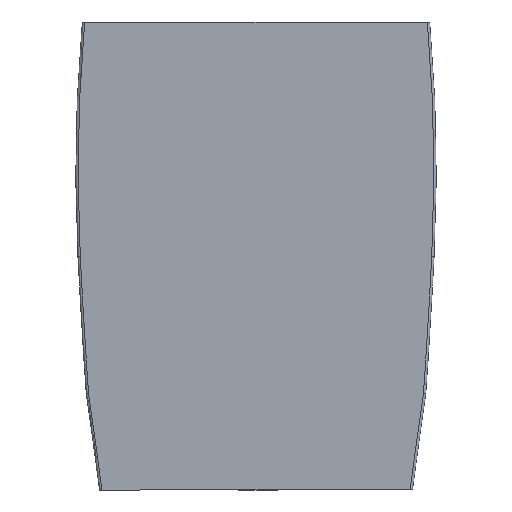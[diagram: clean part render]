
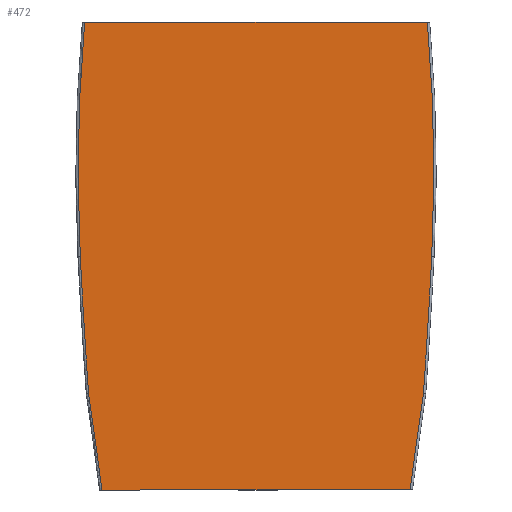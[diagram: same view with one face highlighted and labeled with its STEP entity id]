
A CAD part, front view. The second image highlights one B-rep face of the part: STEP entity #472.
In plain terms, the highlighted planar face has unit normal (0, -1, 0).
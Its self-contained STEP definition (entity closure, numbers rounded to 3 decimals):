
#57=CIRCLE('',#517,3063.584);
#71=CIRCLE('',#549,3162.749);
#74=CIRCLE('',#553,719.734);
#75=CIRCLE('',#555,719.734);
#78=CIRCLE('',#559,3162.749);
#79=CIRCLE('',#561,3063.584);
#107=FACE_OUTER_BOUND('',#144,.T.);
#144=EDGE_LOOP('',(#411,#412,#413,#414,#415,#416,#417,#418));
#150=LINE('',#742,#167);
#156=LINE('',#849,#173);
#167=VECTOR('',#574,10.);
#173=VECTOR('',#614,10.);
#196=VERTEX_POINT('',#729);
#198=VERTEX_POINT('',#741);
#215=VERTEX_POINT('',#821);
#216=VERTEX_POINT('',#836);
#218=VERTEX_POINT('',#848);
#235=VERTEX_POINT('',#947);
#236=VERTEX_POINT('',#954);
#237=VERTEX_POINT('',#959);
#239=EDGE_CURVE('',#198,#196,#150,.T.);
#260=EDGE_CURVE('',#198,#215,#57,.T.);
#263=EDGE_CURVE('',#218,#216,#156,.T.);
#292=EDGE_CURVE('',#215,#235,#71,.T.);
#295=EDGE_CURVE('',#235,#216,#74,.T.);
#296=EDGE_CURVE('',#218,#236,#75,.T.);
#299=EDGE_CURVE('',#236,#237,#78,.T.);
#301=EDGE_CURVE('',#237,#196,#79,.T.);
#411=ORIENTED_EDGE('',*,*,#239,.T.);
#412=ORIENTED_EDGE('',*,*,#301,.F.);
#413=ORIENTED_EDGE('',*,*,#299,.F.);
#414=ORIENTED_EDGE('',*,*,#296,.F.);
#415=ORIENTED_EDGE('',*,*,#263,.T.);
#416=ORIENTED_EDGE('',*,*,#295,.F.);
#417=ORIENTED_EDGE('',*,*,#292,.F.);
#418=ORIENTED_EDGE('',*,*,#260,.F.);
#446=PLANE('',#562);
#472=ADVANCED_FACE('',(#107),#446,.F.);
#517=AXIS2_PLACEMENT_3D('',#822,#610,#611);
#549=AXIS2_PLACEMENT_3D('',#948,#684,#685);
#553=AXIS2_PLACEMENT_3D('',#952,#692,#693);
#555=AXIS2_PLACEMENT_3D('',#955,#696,#697);
#559=AXIS2_PLACEMENT_3D('',#960,#704,#705);
#561=AXIS2_PLACEMENT_3D('',#974,#708,#709);
#562=AXIS2_PLACEMENT_3D('',#975,#710,#711);
#574=DIRECTION('',(1.,0.,0.));
#610=DIRECTION('center_axis',(0.,-1.,0.));
#611=DIRECTION('ref_axis',(0.993,0.,0.117));
#614=DIRECTION('',(-1.,0.,0.));
#684=DIRECTION('center_axis',(0.,1.,0.));
#685=DIRECTION('ref_axis',(-0.998,0.,-0.06));
#692=DIRECTION('center_axis',(0.,1.,0.));
#693=DIRECTION('ref_axis',(-0.999,0.,0.054));
#696=DIRECTION('center_axis',(0.,1.,0.));
#697=DIRECTION('ref_axis',(0.999,0.,0.054));
#704=DIRECTION('center_axis',(0.,1.,0.));
#705=DIRECTION('ref_axis',(0.998,0.,-0.06));
#708=DIRECTION('center_axis',(0.,-1.,0.));
#709=DIRECTION('ref_axis',(-0.993,0.,0.117));
#710=DIRECTION('center_axis',(0.,1.,0.));
#711=DIRECTION('ref_axis',(0.,0.,1.));
#729=CARTESIAN_POINT('',(65.481,0.,-71.517));
#741=CARTESIAN_POINT('',(-66.264,0.,-71.517));
#742=CARTESIAN_POINT('',(-50.392,0.,-71.517));
#821=CARTESIAN_POINT('',(-71.949,0.,-30.287));
#822=CARTESIAN_POINT('Origin',(-3103.91,0.,-469.329));
#836=CARTESIAN_POINT('',(-73.633,0.,128.483));
#848=CARTESIAN_POINT('',(72.85,0.,128.483));
#849=CARTESIAN_POINT('',(49.608,0.,128.483));
#947=CARTESIAN_POINT('',(-75.492,0.,28.328));
#948=CARTESIAN_POINT('Origin',(3083.131,0.,189.83));
#952=CARTESIAN_POINT('Origin',(643.303,0.,65.081));
#954=CARTESIAN_POINT('',(74.709,0.,28.328));
#955=CARTESIAN_POINT('Origin',(-644.086,0.,65.081));
#959=CARTESIAN_POINT('',(71.166,0.,-30.287));
#960=CARTESIAN_POINT('Origin',(-3083.914,0.,189.83));
#974=CARTESIAN_POINT('Origin',(3103.127,0.,-469.329));
#975=CARTESIAN_POINT('Origin',(-0.392,0.,9.083));
